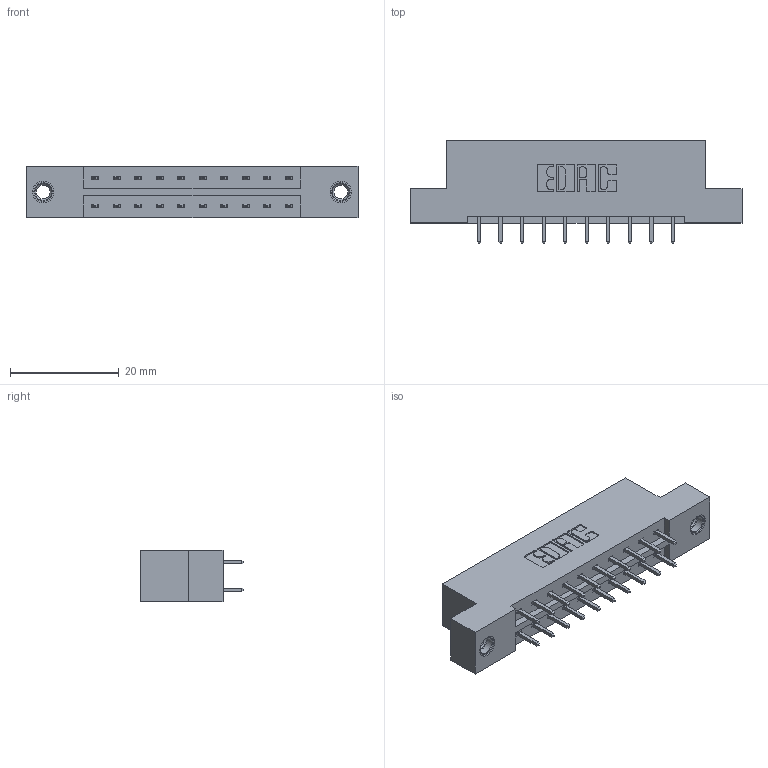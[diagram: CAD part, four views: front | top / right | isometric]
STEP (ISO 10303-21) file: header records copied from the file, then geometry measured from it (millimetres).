
FILE_DESCRIPTION (( 'STEP AP203' ), '1' );
FILE_NAME ('333-020-521-207.STEP', '2018-08-01T23:43:29', ( '' ), ( '' ), 'SwSTEP 2.0', 'SolidWorks 2016', '' );
FILE_SCHEMA (( 'CONFIG_CONTROL_DESIGN' ));
Length unit declared in the file: inch
Products named in the file (4): 333 Part_Flush - .156 Dia - TI; 345-292-001_345-293-121; 345-250-001_345-250-005-103; 333-020-521-207
Assembly tree (23 placements, depth 2):
  333-020-521-207
    333 Part_Flush - .156 Dia - TI
    345-292-001_345-293-121  x20
    345-250-001_345-250-005-103  x2
Bounding box: 61.16 x 19.06 x 9.4 mm (x, y, z)
Volume: 5923.5 mm3; surface area: 6635.8 mm2
Topology: 23 solids, 23 shells, 1214 faces, 3547 edges, 2330 vertices
Faces by surface type: plane 822, cylinder 376, cone 12, torus 4
Entity records: 11776 total; most frequent: CARTESIAN_POINT 1973, ORIENTED_EDGE 1902, DIRECTION 1773, EDGE_CURVE 951, VECTOR 803, LINE 803, VERTEX_POINT 628, AXIS2_PLACEMENT_3D 485
